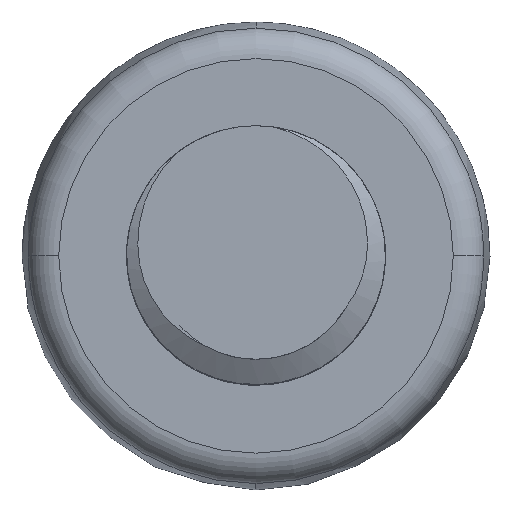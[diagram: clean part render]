
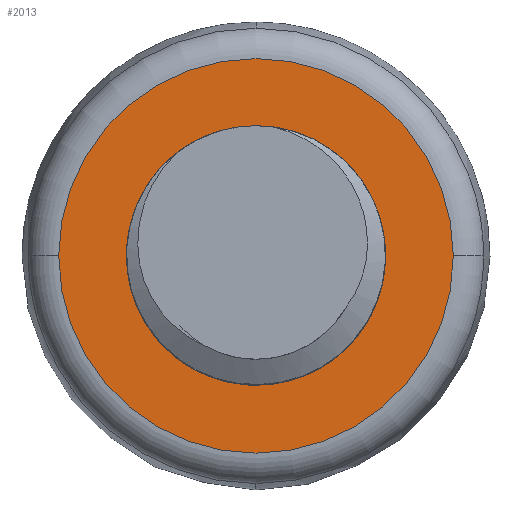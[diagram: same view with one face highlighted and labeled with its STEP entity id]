
A CAD part, top view. The second image highlights one B-rep face of the part: STEP entity #2013.
In plain terms, the highlighted planar face has unit normal (0, 0, 1).
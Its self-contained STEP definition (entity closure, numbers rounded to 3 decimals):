
#2 = EDGE_CURVE ( 'NONE', #1178, #1060, #1036, .T. ) ;
#27 = EDGE_CURVE ( 'NONE', #1714, #1235, #67, .T. ) ;
#40 = CARTESIAN_POINT ( 'NONE',  ( -0.672, 1.046, 0. ) ) ;
#44 = CARTESIAN_POINT ( 'NONE',  ( -0.59, 1.089, 0. ) ) ;
#45 = CARTESIAN_POINT ( 'NONE',  ( -0.504, 1.122, 0. ) ) ;
#49 = CARTESIAN_POINT ( 'NONE',  ( -0.327, 1.167, 0. ) ) ;
#50 = CARTESIAN_POINT ( 'NONE',  ( -0.234, 1.179, 0. ) ) ;
#53 = CARTESIAN_POINT ( 'NONE',  ( 0.042, 1.182, 0. ) ) ;
#55 = CARTESIAN_POINT ( 'NONE',  ( 0.226, 1.14, 0. ) ) ;
#58 = CARTESIAN_POINT ( 'NONE',  ( 0.556, 0.976, 0. ) ) ;
#61 = ORIENTED_EDGE ( 'NONE', *, *, #27, .T. ) ;
#62 = CARTESIAN_POINT ( 'NONE',  ( 0.703, 0.853, 0. ) ) ;
#63 = CARTESIAN_POINT ( 'NONE',  ( 0.91, 0.548, 0. ) ) ;
#67 = CIRCLE ( 'NONE', #785, 1.895 ) ;
#73 = CARTESIAN_POINT ( 'NONE',  ( 0.983, 0.183, 0. ) ) ;
#97 = CARTESIAN_POINT ( 'NONE',  ( 0.972, 0.369, 0. ) ) ;
#112 = B_SPLINE_CURVE_WITH_KNOTS ( 'NONE', 3,
 ( #765, #865, #942, #1053, #1159, #814, #815, #818, #819, #826, #834, #838 ),
 .UNSPECIFIED., .F., .F.,
 ( 4, 2, 2, 2, 2, 4 ),
 ( 0., 0., 0.001, 0.001, 0.002, 0.002 ),
 .UNSPECIFIED. ) ;
#177 = AXIS2_PLACEMENT_3D ( 'NONE', #496, #486, #474 ) ;
#232 = CARTESIAN_POINT ( 'NONE',  ( -1.895, 0., 0. ) ) ;
#243 = AXIS2_PLACEMENT_3D ( 'NONE', #1450, #1191, #2541 ) ;
#305 = AXIS2_PLACEMENT_3D ( 'NONE', #2202, #2425, #2378 ) ;
#378 = CIRCLE ( 'NONE', #177, 1. ) ;
#474 = DIRECTION ( 'NONE',  ( -1., 0., 0. ) ) ;
#486 = DIRECTION ( 'NONE',  ( 0., 0., -1. ) ) ;
#496 = CARTESIAN_POINT ( 'NONE',  ( 0., 0., 0. ) ) ;
#518 = FACE_BOUND ( 'NONE', #1055, .T. ) ;
#525 = FACE_OUTER_BOUND ( 'NONE', #1109, .T. ) ;
#765 = CARTESIAN_POINT ( 'NONE',  ( -1.211, 0.281, 0. ) ) ;
#779 = CIRCLE ( 'NONE', #2388, 1.895 ) ;
#785 = AXIS2_PLACEMENT_3D ( 'NONE', #2229, #2397, #2221 ) ;
#796 = EDGE_CURVE ( 'NONE', #1995, #1060, #112, .T. ) ;
#814 = CARTESIAN_POINT ( 'NONE',  ( -1.1, -0.441, 0. ) ) ;
#815 = CARTESIAN_POINT ( 'NONE',  ( -0.996, -0.601, 0. ) ) ;
#818 = CARTESIAN_POINT ( 'NONE',  ( -0.728, -0.855, 0. ) ) ;
#819 = CARTESIAN_POINT ( 'NONE',  ( -0.562, -0.951, 0. ) ) ;
#826 = CARTESIAN_POINT ( 'NONE',  ( -0.203, -1.044, 0. ) ) ;
#834 = CARTESIAN_POINT ( 'NONE',  ( -0.012, -1.04, 0. ) ) ;
#838 = CARTESIAN_POINT ( 'NONE',  ( 0.167, -0.986, 0. ) ) ;
#865 = CARTESIAN_POINT ( 'NONE',  ( -1.223, 0.188, 0. ) ) ;
#898 = EDGE_CURVE ( 'NONE', #1235, #1714, #779, .T. ) ;
#942 = CARTESIAN_POINT ( 'NONE',  ( -1.225, 0.096, 0. ) ) ;
#958 = CARTESIAN_POINT ( 'NONE',  ( 0., 0., 0. ) ) ;
#961 = DIRECTION ( 'NONE',  ( 0., 0., 1. ) ) ;
#964 = DIRECTION ( 'NONE',  ( -1., 0., 0. ) ) ;
#1022 = EDGE_CURVE ( 'NONE', #1410, #1995, #2531, .T. ) ;
#1036 = CIRCLE ( 'NONE', #305, 1. ) ;
#1053 = CARTESIAN_POINT ( 'NONE',  ( -1.209, -0.087, 0. ) ) ;
#1055 = EDGE_LOOP ( 'NONE', ( #1333, #2234, #2145, #2123, #1523 ) ) ;
#1060 = VERTEX_POINT ( 'NONE', #1638 ) ;
#1109 = EDGE_LOOP ( 'NONE', ( #61, #1316 ) ) ;
#1159 = CARTESIAN_POINT ( 'NONE',  ( -1.189, -0.18, 0. ) ) ;
#1178 = VERTEX_POINT ( 'NONE', #1691 ) ;
#1191 = DIRECTION ( 'NONE',  ( 0., 0., -1. ) ) ;
#1235 = VERTEX_POINT ( 'NONE', #1769 ) ;
#1249 = PLANE ( 'NONE',  #243 ) ;
#1287 = CARTESIAN_POINT ( 'NONE',  ( -0.808, 0.959, 0. ) ) ;
#1316 = ORIENTED_EDGE ( 'NONE', *, *, #898, .T. ) ;
#1333 = ORIENTED_EDGE ( 'NONE', *, *, #796, .F. ) ;
#1410 = VERTEX_POINT ( 'NONE', #1882 ) ;
#1450 = CARTESIAN_POINT ( 'NONE',  ( 0., 0., 0. ) ) ;
#1509 = CARTESIAN_POINT ( 'NONE',  ( -1.211, 0.281, 0. ) ) ;
#1523 = ORIENTED_EDGE ( 'NONE', *, *, #2, .T. ) ;
#1617 = CARTESIAN_POINT ( 'NONE',  ( -0.672, 1.046, 0. ) ) ;
#1623 = CARTESIAN_POINT ( 'NONE',  ( -0.924, 0.847, 0. ) ) ;
#1624 = CARTESIAN_POINT ( 'NONE',  ( -1.109, 0.585, 0. ) ) ;
#1626 = CARTESIAN_POINT ( 'NONE',  ( -1.175, 0.438, 0. ) ) ;
#1628 = CARTESIAN_POINT ( 'NONE',  ( -1.211, 0.281, 0. ) ) ;
#1638 = CARTESIAN_POINT ( 'NONE',  ( 0.167, -0.986, 0. ) ) ;
#1677 = B_SPLINE_CURVE_WITH_KNOTS ( 'NONE', 3,
 ( #73, #97, #63, #62, #58, #55, #53, #50, #49, #45, #44, #40 ),
 .UNSPECIFIED., .F., .F.,
 ( 4, 2, 2, 2, 2, 4 ),
 ( 0., 0.001, 0.001, 0.002, 0.002, 0.002 ),
 .UNSPECIFIED. ) ;
#1691 = CARTESIAN_POINT ( 'NONE',  ( 1., 0., 0. ) ) ;
#1714 = VERTEX_POINT ( 'NONE', #232 ) ;
#1769 = CARTESIAN_POINT ( 'NONE',  ( 1.895, 0., 0. ) ) ;
#1882 = CARTESIAN_POINT ( 'NONE',  ( -0.672, 1.046, 0. ) ) ;
#1900 = EDGE_CURVE ( 'NONE', #1945, #1410, #1677, .T. ) ;
#1945 = VERTEX_POINT ( 'NONE', #2443 ) ;
#1995 = VERTEX_POINT ( 'NONE', #1509 ) ;
#2013 = ADVANCED_FACE ( 'NONE', ( #525, #518 ), #1249, .F. ) ;
#2123 = ORIENTED_EDGE ( 'NONE', *, *, #2535, .T. ) ;
#2145 = ORIENTED_EDGE ( 'NONE', *, *, #1900, .F. ) ;
#2202 = CARTESIAN_POINT ( 'NONE',  ( 0., 0., 0. ) ) ;
#2221 = DIRECTION ( 'NONE',  ( -1., 0., 0. ) ) ;
#2229 = CARTESIAN_POINT ( 'NONE',  ( 0., 0., 0. ) ) ;
#2234 = ORIENTED_EDGE ( 'NONE', *, *, #1022, .F. ) ;
#2378 = DIRECTION ( 'NONE',  ( -1., 0., 0. ) ) ;
#2388 = AXIS2_PLACEMENT_3D ( 'NONE', #958, #961, #964 ) ;
#2397 = DIRECTION ( 'NONE',  ( 0., 0., 1. ) ) ;
#2425 = DIRECTION ( 'NONE',  ( 0., 0., -1. ) ) ;
#2443 = CARTESIAN_POINT ( 'NONE',  ( 0.983, 0.183, 0. ) ) ;
#2531 = B_SPLINE_CURVE_WITH_KNOTS ( 'NONE', 3,
 ( #1617, #1287, #1623, #1624, #1626, #1628 ),
 .UNSPECIFIED., .F., .F.,
 ( 4, 2, 4 ),
 ( 0., 0., 0.001 ),
 .UNSPECIFIED. ) ;
#2535 = EDGE_CURVE ( 'NONE', #1945, #1178, #378, .T. ) ;
#2541 = DIRECTION ( 'NONE',  ( -1., 0., 0. ) ) ;
